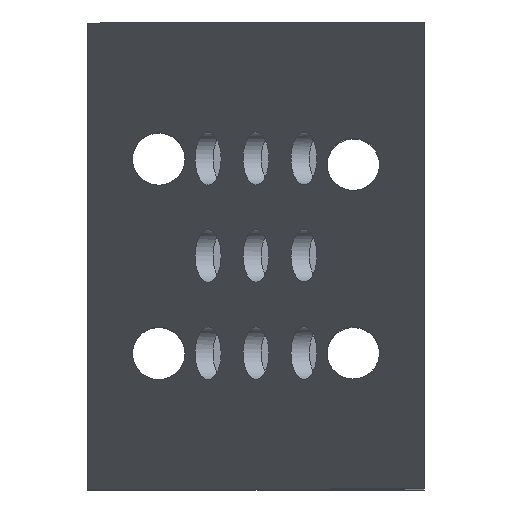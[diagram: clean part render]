
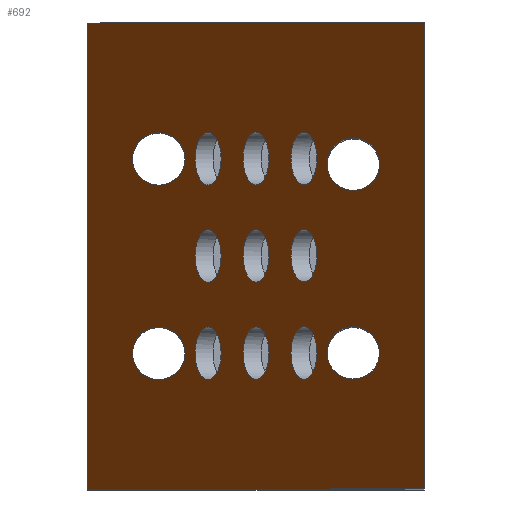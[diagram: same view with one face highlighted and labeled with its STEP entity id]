
A CAD part, top view. The second image highlights one B-rep face of the part: STEP entity #692.
In plain terms, the highlighted planar face has unit normal (-0.87, 0, 0.492).
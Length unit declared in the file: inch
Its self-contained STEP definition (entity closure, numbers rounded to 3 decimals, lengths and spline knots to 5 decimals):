
#31=FACE_BOUND('',#181,.T.);
#32=FACE_BOUND('',#182,.T.);
#33=FACE_BOUND('',#183,.T.);
#34=FACE_BOUND('',#184,.T.);
#35=FACE_BOUND('',#185,.T.);
#36=FACE_BOUND('',#186,.T.);
#37=FACE_BOUND('',#187,.T.);
#38=FACE_BOUND('',#188,.T.);
#39=FACE_BOUND('',#189,.T.);
#40=FACE_BOUND('',#190,.T.);
#41=FACE_BOUND('',#191,.T.);
#42=FACE_BOUND('',#192,.T.);
#43=FACE_BOUND('',#193,.T.);
#70=ELLIPSE('',#762,0.27415,0.135);
#71=ELLIPSE('',#767,0.27415,0.135);
#72=ELLIPSE('',#772,0.27415,0.135);
#73=ELLIPSE('',#777,0.27415,0.135);
#74=CIRCLE('',#725,0.135);
#75=CIRCLE('',#729,0.135);
#76=CIRCLE('',#732,0.135);
#77=CIRCLE('',#735,0.135);
#78=CIRCLE('',#738,0.135);
#79=CIRCLE('',#741,0.135);
#80=CIRCLE('',#744,0.135);
#81=CIRCLE('',#747,0.135);
#82=CIRCLE('',#752,0.135);
#133=FACE_OUTER_BOUND('',#180,.T.);
#180=EDGE_LOOP('',(#600,#601,#602,#603));
#181=EDGE_LOOP('',(#604));
#182=EDGE_LOOP('',(#605));
#183=EDGE_LOOP('',(#606));
#184=EDGE_LOOP('',(#607));
#185=EDGE_LOOP('',(#608));
#186=EDGE_LOOP('',(#609));
#187=EDGE_LOOP('',(#610));
#188=EDGE_LOOP('',(#611));
#189=EDGE_LOOP('',(#612));
#190=EDGE_LOOP('',(#613));
#191=EDGE_LOOP('',(#614));
#192=EDGE_LOOP('',(#615));
#193=EDGE_LOOP('',(#616));
#247=LINE('',#1162,#300);
#248=LINE('',#1164,#301);
#249=LINE('',#1166,#302);
#250=LINE('',#1167,#303);
#300=VECTOR('',#963,0.3937);
#301=VECTOR('',#964,0.3937);
#302=VECTOR('',#965,0.3937);
#303=VECTOR('',#966,0.3937);
#320=VERTEX_POINT('',#1011);
#324=VERTEX_POINT('',#1034);
#326=VERTEX_POINT('',#1040);
#328=VERTEX_POINT('',#1046);
#330=VERTEX_POINT('',#1052);
#332=VERTEX_POINT('',#1058);
#334=VERTEX_POINT('',#1064);
#336=VERTEX_POINT('',#1070);
#340=VERTEX_POINT('',#1080);
#350=VERTEX_POINT('',#1105);
#353=VERTEX_POINT('',#1115);
#356=VERTEX_POINT('',#1125);
#359=VERTEX_POINT('',#1135);
#366=VERTEX_POINT('',#1160);
#367=VERTEX_POINT('',#1161);
#368=VERTEX_POINT('',#1163);
#369=VERTEX_POINT('',#1165);
#386=EDGE_CURVE('',#320,#320,#74,.T.);
#391=EDGE_CURVE('',#324,#324,#75,.T.);
#394=EDGE_CURVE('',#326,#326,#76,.T.);
#397=EDGE_CURVE('',#328,#328,#77,.T.);
#400=EDGE_CURVE('',#330,#330,#78,.T.);
#403=EDGE_CURVE('',#332,#332,#79,.T.);
#406=EDGE_CURVE('',#334,#334,#80,.T.);
#409=EDGE_CURVE('',#336,#336,#81,.T.);
#414=EDGE_CURVE('',#340,#340,#82,.T.);
#428=EDGE_CURVE('',#350,#350,#70,.T.);
#433=EDGE_CURVE('',#353,#353,#71,.T.);
#438=EDGE_CURVE('',#356,#356,#72,.T.);
#443=EDGE_CURVE('',#359,#359,#73,.T.);
#455=EDGE_CURVE('',#366,#367,#247,.T.);
#456=EDGE_CURVE('',#367,#368,#248,.T.);
#457=EDGE_CURVE('',#369,#368,#249,.T.);
#458=EDGE_CURVE('',#366,#369,#250,.T.);
#600=ORIENTED_EDGE('',*,*,#455,.T.);
#601=ORIENTED_EDGE('',*,*,#456,.T.);
#602=ORIENTED_EDGE('',*,*,#457,.F.);
#603=ORIENTED_EDGE('',*,*,#458,.F.);
#604=ORIENTED_EDGE('',*,*,#386,.T.);
#605=ORIENTED_EDGE('',*,*,#391,.T.);
#606=ORIENTED_EDGE('',*,*,#394,.T.);
#607=ORIENTED_EDGE('',*,*,#397,.T.);
#608=ORIENTED_EDGE('',*,*,#400,.T.);
#609=ORIENTED_EDGE('',*,*,#403,.T.);
#610=ORIENTED_EDGE('',*,*,#406,.T.);
#611=ORIENTED_EDGE('',*,*,#409,.T.);
#612=ORIENTED_EDGE('',*,*,#414,.T.);
#613=ORIENTED_EDGE('',*,*,#428,.T.);
#614=ORIENTED_EDGE('',*,*,#433,.T.);
#615=ORIENTED_EDGE('',*,*,#438,.T.);
#616=ORIENTED_EDGE('',*,*,#443,.T.);
#661=PLANE('',#784);
#692=ADVANCED_FACE('',(#133,#31,#32,#33,#34,#35,#36,#37,#38,#39,#40,#41,
#42,#43),#661,.T.);
#725=AXIS2_PLACEMENT_3D('',#1012,#814,#815);
#729=AXIS2_PLACEMENT_3D('',#1035,#823,#824);
#732=AXIS2_PLACEMENT_3D('',#1041,#830,#831);
#735=AXIS2_PLACEMENT_3D('',#1047,#837,#838);
#738=AXIS2_PLACEMENT_3D('',#1053,#844,#845);
#741=AXIS2_PLACEMENT_3D('',#1059,#851,#852);
#744=AXIS2_PLACEMENT_3D('',#1065,#858,#859);
#747=AXIS2_PLACEMENT_3D('',#1071,#865,#866);
#752=AXIS2_PLACEMENT_3D('',#1081,#876,#877);
#762=AXIS2_PLACEMENT_3D('',#1107,#902,#903);
#767=AXIS2_PLACEMENT_3D('',#1117,#914,#915);
#772=AXIS2_PLACEMENT_3D('',#1127,#926,#927);
#777=AXIS2_PLACEMENT_3D('',#1137,#938,#939);
#784=AXIS2_PLACEMENT_3D('',#1159,#961,#962);
#814=DIRECTION('center_axis',(0.87,0.,-0.492));
#815=DIRECTION('ref_axis',(0.492,0.,0.87));
#823=DIRECTION('center_axis',(0.87,0.,-0.492));
#824=DIRECTION('ref_axis',(0.492,0.,0.87));
#830=DIRECTION('center_axis',(0.87,0.,-0.492));
#831=DIRECTION('ref_axis',(0.492,0.,0.87));
#837=DIRECTION('center_axis',(0.87,0.,-0.492));
#838=DIRECTION('ref_axis',(0.492,0.,0.87));
#844=DIRECTION('center_axis',(0.87,0.,-0.492));
#845=DIRECTION('ref_axis',(0.492,0.,0.87));
#851=DIRECTION('center_axis',(0.87,0.,-0.492));
#852=DIRECTION('ref_axis',(0.492,0.,0.87));
#858=DIRECTION('center_axis',(0.87,0.,-0.492));
#859=DIRECTION('ref_axis',(0.492,0.,0.87));
#865=DIRECTION('center_axis',(0.87,0.,-0.492));
#866=DIRECTION('ref_axis',(0.492,0.,0.87));
#876=DIRECTION('center_axis',(0.87,0.,-0.492));
#877=DIRECTION('ref_axis',(0.492,0.,0.87));
#902=DIRECTION('center_axis',(0.87,0.,-0.492));
#903=DIRECTION('ref_axis',(-0.492,0.,-0.87));
#914=DIRECTION('center_axis',(0.87,0.,-0.492));
#915=DIRECTION('ref_axis',(-0.492,0.,-0.87));
#926=DIRECTION('center_axis',(0.87,0.,-0.492));
#927=DIRECTION('ref_axis',(-0.492,0.,-0.87));
#938=DIRECTION('center_axis',(0.87,0.,-0.492));
#939=DIRECTION('ref_axis',(-0.492,0.,-0.87));
#961=DIRECTION('center_axis',(-0.87,0.,0.492));
#962=DIRECTION('ref_axis',(0.492,0.,0.87));
#963=DIRECTION('',(0.492,0.,0.87));
#964=DIRECTION('',(0.,1.,0.));
#965=DIRECTION('',(0.492,0.,0.87));
#966=DIRECTION('',(0.,1.,0.));
#1011=CARTESIAN_POINT('',(-0.68521,1.7,1.84666));
#1012=CARTESIAN_POINT('Origin',(-0.61873,1.7,1.96416));
#1034=CARTESIAN_POINT('',(-0.93142,0.7,1.41149));
#1035=CARTESIAN_POINT('Origin',(-0.86494,0.7,1.52898));
#1040=CARTESIAN_POINT('',(-1.17763,0.7,0.97631));
#1041=CARTESIAN_POINT('Origin',(-1.11115,0.7,1.09381));
#1046=CARTESIAN_POINT('',(-0.68521,1.2,1.84666));
#1047=CARTESIAN_POINT('Origin',(-0.61873,1.2,1.96416));
#1052=CARTESIAN_POINT('',(-0.93142,1.7,1.41149));
#1053=CARTESIAN_POINT('Origin',(-0.86494,1.7,1.52898));
#1058=CARTESIAN_POINT('',(-0.93142,1.2,1.41149));
#1059=CARTESIAN_POINT('Origin',(-0.86494,1.2,1.52898));
#1064=CARTESIAN_POINT('',(-1.17763,1.2,0.97631));
#1065=CARTESIAN_POINT('Origin',(-1.11115,1.2,1.09381));
#1070=CARTESIAN_POINT('',(-0.68521,0.7,1.84666));
#1071=CARTESIAN_POINT('Origin',(-0.61873,0.7,1.96416));
#1080=CARTESIAN_POINT('',(-1.17763,1.7,0.97631));
#1081=CARTESIAN_POINT('Origin',(-1.11115,1.7,1.09381));
#1105=CARTESIAN_POINT('',(-1.22994,1.7,0.88385));
#1107=CARTESIAN_POINT('Origin',(-1.36494,1.7,0.64524));
#1115=CARTESIAN_POINT('',(-0.22994,0.7,2.65134));
#1117=CARTESIAN_POINT('Origin',(-0.36494,0.7,2.41273));
#1125=CARTESIAN_POINT('',(-1.22994,0.7,0.88385));
#1127=CARTESIAN_POINT('Origin',(-1.36494,0.7,0.64524));
#1135=CARTESIAN_POINT('',(-0.22994,1.66997,2.65134));
#1137=CARTESIAN_POINT('Origin',(-0.36494,1.66997,2.41273));
#1159=CARTESIAN_POINT('Origin',(-1.73,0.,0.));
#1160=CARTESIAN_POINT('',(-1.73,0.,0.));
#1161=CARTESIAN_POINT('',(0.,0.,3.05776));
#1162=CARTESIAN_POINT('',(-1.73,0.,0.));
#1163=CARTESIAN_POINT('',(0.,2.4,3.05776));
#1164=CARTESIAN_POINT('',(0.,0.,3.05776));
#1165=CARTESIAN_POINT('',(-1.73,2.4,0.));
#1166=CARTESIAN_POINT('',(-1.73,2.4,0.));
#1167=CARTESIAN_POINT('',(-1.73,0.,0.));
